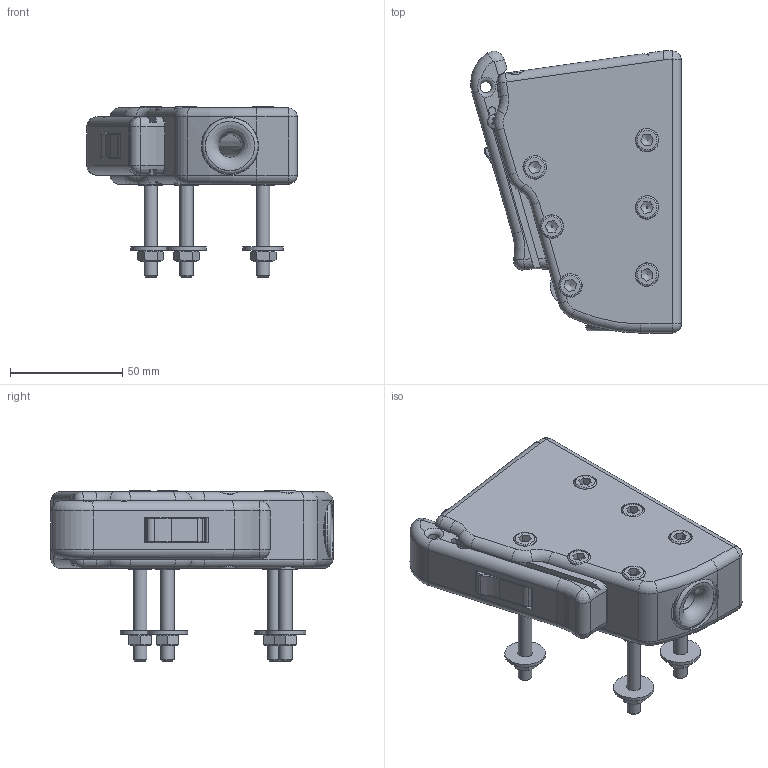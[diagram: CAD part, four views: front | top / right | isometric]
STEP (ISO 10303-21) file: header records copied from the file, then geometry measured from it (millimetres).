
FILE_DESCRIPTION(/* description */ (''),/* implementation_level */ '2;1');
FILE_NAME(/* name */ '505.083.stp',/* time_stamp */ '2016-11-09T13:41:14+01:00',/* author */ ('nicola'),/* organization */ (''),/* preprocessor_version */ 'ST-DEVELOPER v16.1',/* originating_system */ 'Autodesk Inventor 2016',/* authorisation */ '');
FILE_SCHEMA (('AUTOMOTIVE_DESIGN { 1 0 10303 214 3 1 1 }'));
Length unit declared in the file: millimetre
Products named in the file (1): 505.083
Bounding box: 93.89 x 125.78 x 76 mm (x, y, z)
Volume: 298339.6 mm3; surface area: 49198.8 mm2
Topology: 1 solids, 2 shells, 491 faces, 1225 edges, 789 vertices
Faces by surface type: plane 246, cylinder 119, cone 57, torus 53, sphere 9, bspline 7
Full cylindrical faces by diameter (mm): 4 x1, 4.3 x2, 5 x1, 6 x8, 6.2 x4, 6.4 x4, 7 x3, 8.5 x2, 9 x2, 9.43 x2, 10 x10, 10.5 x12, 18 x4, 25 x1, 25.5 x1
Entity records: 14546 total; most frequent: CARTESIAN_POINT 3917, DIRECTION 2180, ORIENTED_EDGE 2122, EDGE_CURVE 1061, AXIS2_PLACEMENT_3D 876, VERTEX_POINT 731, EDGE_LOOP 652, FACE_OUTER_BOUND 491
